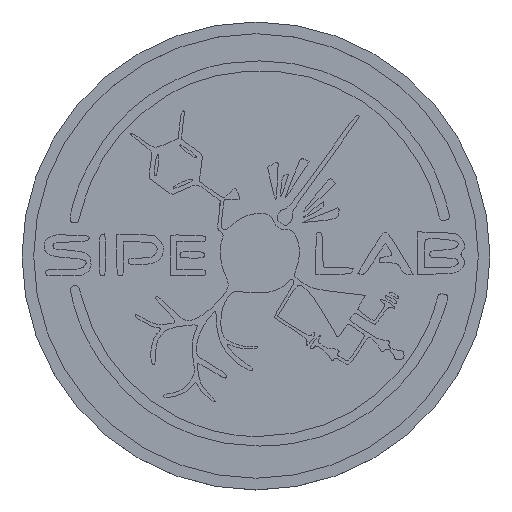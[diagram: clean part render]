
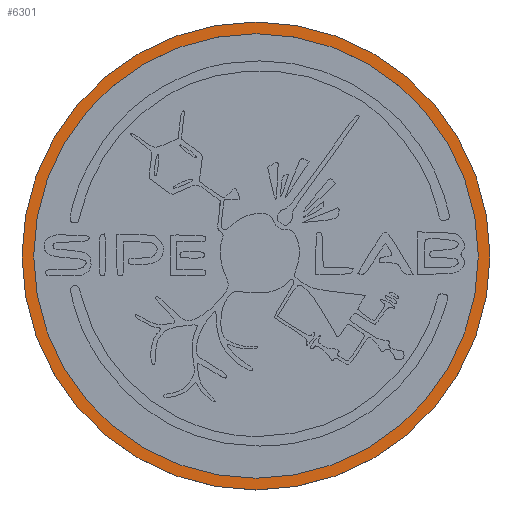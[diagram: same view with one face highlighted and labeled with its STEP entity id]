
A CAD part, top view. The second image highlights one B-rep face of the part: STEP entity #6301.
In plain terms, the highlighted planar face has unit normal (0, 0, 1).
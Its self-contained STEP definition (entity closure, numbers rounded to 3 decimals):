
#18=CIRCLE('',#6390,47.5);
#19=CIRCLE('',#6392,50.);
#45=FACE_BOUND('',#829,.T.);
#115=PLANE('',#6391);
#459=FACE_OUTER_BOUND('',#828,.T.);
#828=EDGE_LOOP('',(#5672));
#829=EDGE_LOOP('',(#5673));
#2824=VERTEX_POINT('',#12410);
#2825=VERTEX_POINT('',#12414);
#3776=EDGE_CURVE('',#2824,#2824,#18,.T.);
#3778=EDGE_CURVE('',#2825,#2825,#19,.T.);
#5672=ORIENTED_EDGE('',*,*,#3778,.T.);
#5673=ORIENTED_EDGE('',*,*,#3776,.T.);
#6301=ADVANCED_FACE('',(#459,#45),#115,.T.);
#6390=AXIS2_PLACEMENT_3D('',#12411,#6947,#6948);
#6391=AXIS2_PLACEMENT_3D('',#12413,#6950,#6951);
#6392=AXIS2_PLACEMENT_3D('',#12415,#6952,#6953);
#6947=DIRECTION('center_axis',(0.,0.,-1.));
#6948=DIRECTION('ref_axis',(-1.,0.,0.));
#6950=DIRECTION('center_axis',(0.,0.,1.));
#6951=DIRECTION('ref_axis',(-1.,0.,0.));
#6952=DIRECTION('center_axis',(0.,0.,1.));
#6953=DIRECTION('ref_axis',(-1.,0.,0.));
#12410=CARTESIAN_POINT('',(47.5,0.,5.));
#12411=CARTESIAN_POINT('Origin',(0.,0.,5.));
#12413=CARTESIAN_POINT('Origin',(0.,0.,5.));
#12414=CARTESIAN_POINT('',(-50.,0.,5.));
#12415=CARTESIAN_POINT('Origin',(0.,0.,5.));
